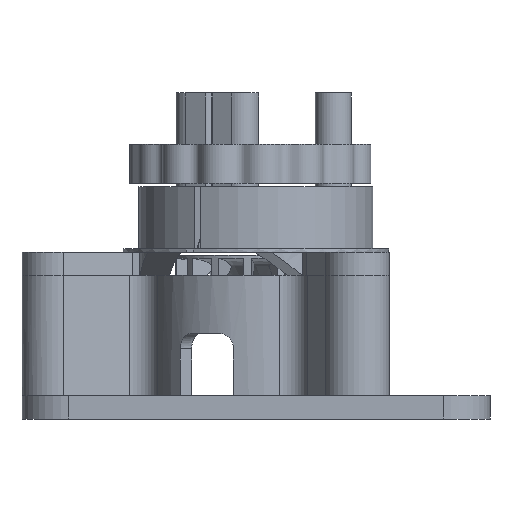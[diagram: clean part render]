
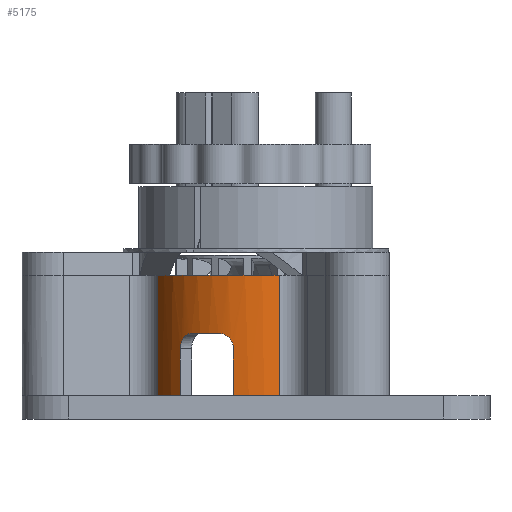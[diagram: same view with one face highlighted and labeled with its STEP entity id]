
A CAD part, left-side view. The second image highlights one B-rep face of the part: STEP entity #5175.
In plain terms, the highlighted cylindrical face has radius 6.6 mm (diameter 13.2 mm), a partial arc.
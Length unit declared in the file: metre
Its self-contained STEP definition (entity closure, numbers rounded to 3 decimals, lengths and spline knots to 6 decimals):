
#245=LINE('',#11175,#656);
#246=LINE('',#11180,#657);
#247=LINE('',#11184,#658);
#248=LINE('',#11188,#659);
#656=VECTOR('',#6671,1.);
#657=VECTOR('',#6674,1.);
#658=VECTOR('',#6677,1.);
#659=VECTOR('',#6680,1.);
#1045=B_SPLINE_CURVE_WITH_KNOTS('',3,(#11190,#11191,#11192,#11193,#11194),
 .UNSPECIFIED.,.F.,.F.,(4,1,4),(0.,0.5,1.),.UNSPECIFIED.);
#1046=B_SPLINE_CURVE_WITH_KNOTS('',3,(#11198,#11199,#11200,#11201,#11202),
 .UNSPECIFIED.,.F.,.F.,(4,1,4),(0.,0.5,1.),.UNSPECIFIED.);
#1891=ORIENTED_EDGE('',*,*,#3053,.F.);
#1892=ORIENTED_EDGE('',*,*,#3054,.T.);
#1893=ORIENTED_EDGE('',*,*,#3055,.T.);
#1894=ORIENTED_EDGE('',*,*,#3056,.F.);
#1895=ORIENTED_EDGE('',*,*,#3057,.T.);
#1896=ORIENTED_EDGE('',*,*,#3058,.T.);
#1897=ORIENTED_EDGE('',*,*,#3059,.T.);
#1898=ORIENTED_EDGE('',*,*,#3060,.T.);
#1899=ORIENTED_EDGE('',*,*,#3061,.F.);
#1900=ORIENTED_EDGE('',*,*,#3062,.F.);
#3053=EDGE_CURVE('',#3694,#3695,#245,.T.);
#3054=EDGE_CURVE('',#3694,#3696,#4070,.T.);
#3055=EDGE_CURVE('',#3696,#3697,#246,.F.);
#3056=EDGE_CURVE('',#3698,#3697,#4071,.T.);
#3057=EDGE_CURVE('',#3698,#3699,#247,.T.);
#3058=EDGE_CURVE('',#3699,#3700,#4072,.T.);
#3059=EDGE_CURVE('',#3700,#3701,#248,.T.);
#3060=EDGE_CURVE('',#3701,#3702,#1045,.T.);
#3061=EDGE_CURVE('',#3703,#3702,#4073,.T.);
#3062=EDGE_CURVE('',#3695,#3703,#1046,.T.);
#3694=VERTEX_POINT('',#11176);
#3695=VERTEX_POINT('',#11177);
#3696=VERTEX_POINT('',#11179);
#3697=VERTEX_POINT('',#11181);
#3698=VERTEX_POINT('',#11183);
#3699=VERTEX_POINT('',#11185);
#3700=VERTEX_POINT('',#11187);
#3701=VERTEX_POINT('',#11189);
#3702=VERTEX_POINT('',#11195);
#3703=VERTEX_POINT('',#11197);
#4070=CIRCLE('',#5635,0.0066);
#4071=CIRCLE('',#5636,0.0066);
#4072=CIRCLE('',#5637,0.0066);
#4073=CIRCLE('',#5638,0.0066);
#4391=EDGE_LOOP('',(#1891,#1892,#1893,#1894,#1895,#1896,#1897,#1898,#1899,
#1900));
#4748=FACE_BOUND('',#4391,.T.);
#4979=CYLINDRICAL_SURFACE('',#5634,0.0066);
#5175=ADVANCED_FACE('',(#4748),#4979,.T.);
#5634=AXIS2_PLACEMENT_3D('',#11174,#6669,#6670);
#5635=AXIS2_PLACEMENT_3D('',#11178,#6672,#6673);
#5636=AXIS2_PLACEMENT_3D('',#11182,#6675,#6676);
#5637=AXIS2_PLACEMENT_3D('',#11186,#6678,#6679);
#5638=AXIS2_PLACEMENT_3D('',#11196,#6681,#6682);
#6669=DIRECTION('',(0.,0.,-1.));
#6670=DIRECTION('',(-1.,0.,0.));
#6671=DIRECTION('',(0.,0.,1.));
#6672=DIRECTION('',(0.,0.,1.));
#6673=DIRECTION('',(1.,0.,0.));
#6674=DIRECTION('',(0.,0.,-1.));
#6675=DIRECTION('',(0.,0.,1.));
#6676=DIRECTION('',(1.,0.,0.));
#6677=DIRECTION('',(0.,0.,-1.));
#6678=DIRECTION('',(0.,0.,1.));
#6679=DIRECTION('',(1.,0.,0.));
#6680=DIRECTION('',(0.,0.,1.));
#6681=DIRECTION('',(0.,0.,-1.));
#6682=DIRECTION('',(-1.,0.,0.));
#11174=CARTESIAN_POINT('',(0.,0.,0.0015));
#11175=CARTESIAN_POINT('',(-0.00644,0.001444,0.0035));
#11176=CARTESIAN_POINT('',(-0.00644,0.001444,0.0015));
#11177=CARTESIAN_POINT('',(-0.00644,0.001444,0.0045));
#11178=CARTESIAN_POINT('',(0.,0.,0.0015));
#11179=CARTESIAN_POINT('',(-0.006429,-0.001491,0.0015));
#11180=CARTESIAN_POINT('',(-0.006429,-0.001491,0.0015));
#11181=CARTESIAN_POINT('',(-0.006429,-0.001491,0.0092));
#11182=CARTESIAN_POINT('',(0.,0.,0.0092));
#11183=CARTESIAN_POINT('',(-0.001923,0.006314,0.0092));
#11184=CARTESIAN_POINT('',(-0.001923,0.006314,0.0015));
#11185=CARTESIAN_POINT('',(-0.001923,0.006314,0.0015));
#11186=CARTESIAN_POINT('',(0.,0.,0.0015));
#11187=CARTESIAN_POINT('',(-0.004471,0.004855,0.0015));
#11188=CARTESIAN_POINT('',(-0.004471,0.004855,0.0035));
#11189=CARTESIAN_POINT('',(-0.004471,0.004855,0.0045));
#11190=CARTESIAN_POINT('',(-0.004471,0.004855,0.0045));
#11191=CARTESIAN_POINT('',(-0.004471,0.004855,0.004765));
#11192=CARTESIAN_POINT('',(-0.004635,0.004711,0.005282));
#11193=CARTESIAN_POINT('',(-0.004986,0.004332,0.0055));
#11194=CARTESIAN_POINT('',(-0.005152,0.004125,0.0055));
#11195=CARTESIAN_POINT('',(-0.005152,0.004125,0.0055));
#11196=CARTESIAN_POINT('',(0.,0.,0.0055));
#11197=CARTESIAN_POINT('',(-0.006148,0.002399,0.0055));
#11198=CARTESIAN_POINT('',(-0.00644,0.001444,0.0045));
#11199=CARTESIAN_POINT('',(-0.00644,0.001444,0.004765));
#11200=CARTESIAN_POINT('',(-0.006397,0.001659,0.005282));
#11201=CARTESIAN_POINT('',(-0.006245,0.002152,0.0055));
#11202=CARTESIAN_POINT('',(-0.006148,0.002399,0.0055));
